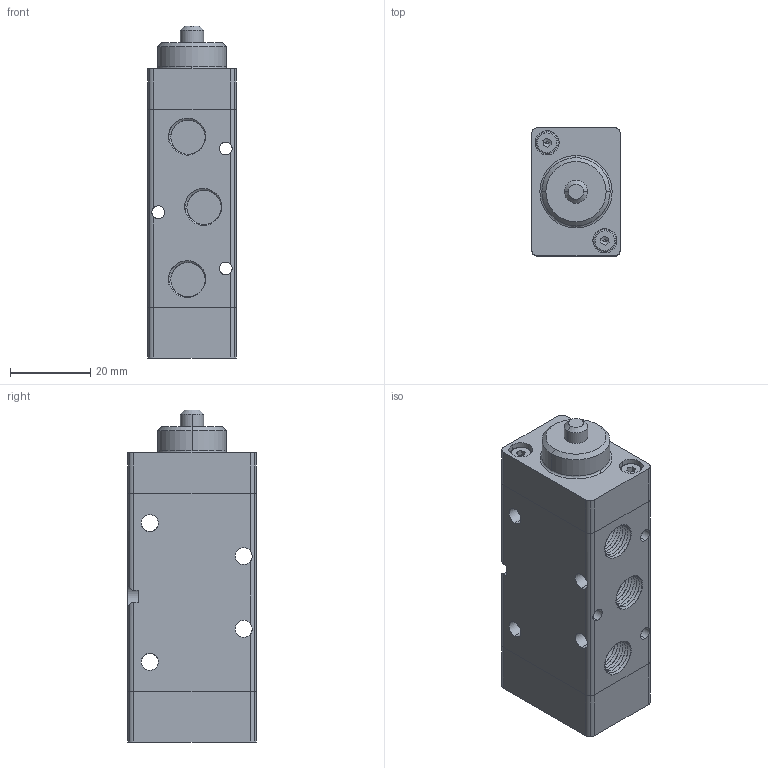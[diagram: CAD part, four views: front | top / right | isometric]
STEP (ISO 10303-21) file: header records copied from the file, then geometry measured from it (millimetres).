
FILE_DESCRIPTION((''),'2;1');
FILE_NAME('00_078_4.stp','2002-12-02T21:58:30',('Branislav Petkovic'),('AZ Pneumatica'),'AutoCAD STEP 2000i','AutoCAD 2000i','Via J. F. Kennedy, 26, 20020 Misinto (MI), ITALY');
FILE_SCHEMA(('CONFIG_CONTROL_DESIGN'));
Length unit declared in the file: millimetre
Products named in the file (7): 00_078_4; 521 TELO; PART1; X21 OPRUGA; PART2; X21 MEHANICKI; PART2A
Assembly tree (6 placements, depth 3):
  00_078_4
    521 TELO
      PART1
    X21 OPRUGA
      PART2
    X21 MEHANICKI
      PART2A
Bounding box: 22 x 32 x 82.7 mm (x, y, z)
Surface area: 16500.9 mm2 (no closed solid volume)
Topology: 0 solids, 3 shells, 269 faces, 765 edges, 510 vertices
Faces by surface type: cylinder 173, plane 64, bspline 20, cone 12
Entity records: 23626 total; most frequent: CARTESIAN_POINT 16861, ORIENTED_EDGE 1530, DIRECTION 1200, EDGE_CURVE 765, VERTEX_POINT 510, AXIS2_PLACEMENT_3D 458, EDGE_LOOP 295, VECTOR 284
